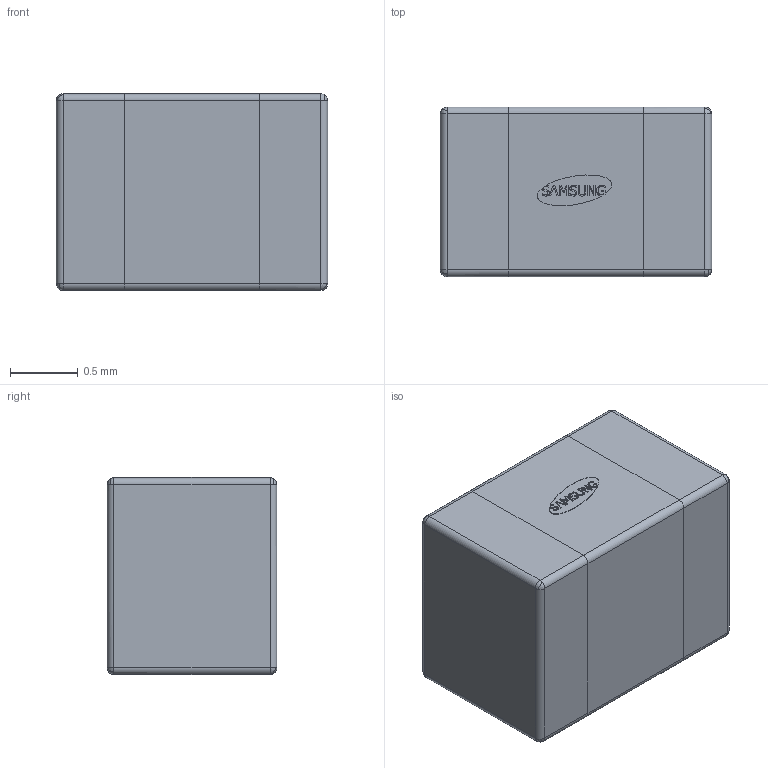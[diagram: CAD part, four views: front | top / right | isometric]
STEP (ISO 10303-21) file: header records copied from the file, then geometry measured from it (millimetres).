
FILE_DESCRIPTION (( 'STEP AP214' ), '1' );
FILE_NAME ('CL21A106KPFNNNE.STEP', '2023-01-30T10:01:55', ( 'ADMIN' ), ( '' ), 'SwSTEP 2.0', 'SolidWorks 2016', '' );
FILE_SCHEMA (( 'AUTOMOTIVE_DESIGN' ));
Length unit declared in the file: millimetre
Products named in the file (4): CL21A106KPFNNNE; Samsung logo; side; body
Assembly tree (4 placements, depth 2):
  CL21A106KPFNNNE
    body
    side  x2
    Samsung logo
Bounding box: 2 x 1.25 x 1.45 mm (x, y, z)
Volume: 3.6 mm3; surface area: 21.4 mm2
Topology: 4 solids, 4 shells, 162 faces, 460 edges, 290 vertices
Faces by surface type: plane 71, bspline 71, cylinder 20
Entity records: 6632 total; most frequent: CARTESIAN_POINT 1690, ORIENTED_EDGE 784, DIRECTION 492, EDGE_CURVE 392, VERTEX_POINT 258, LINE 244, VECTOR 244, EDGE_LOOP 150
